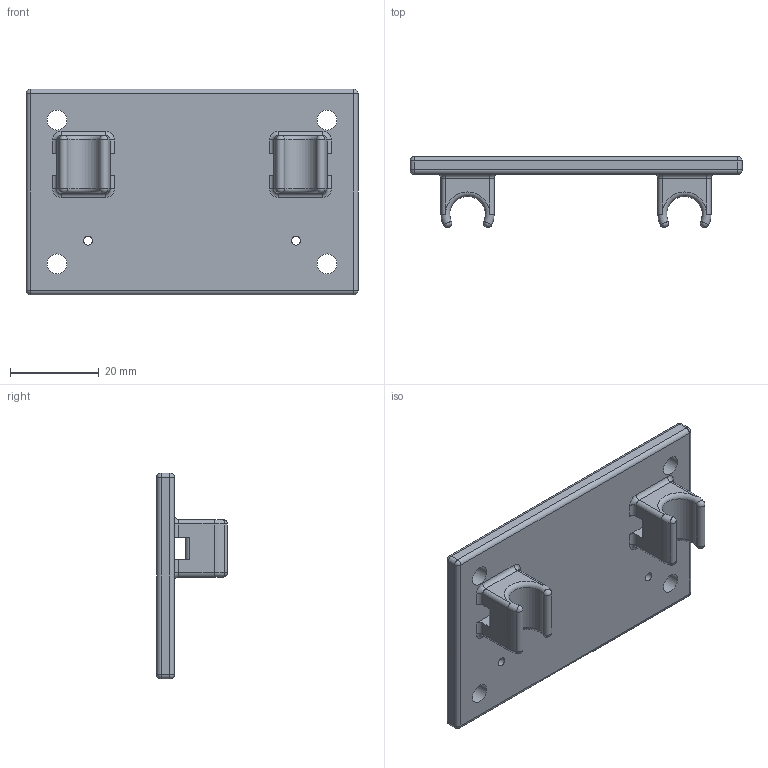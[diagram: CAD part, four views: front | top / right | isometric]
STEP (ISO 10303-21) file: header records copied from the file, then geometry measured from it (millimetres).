
FILE_DESCRIPTION(/* description */ (''),/* implementation_level */ '2;1');
FILE_NAME(/* name */ 'Voltage Reg Mount v9.step',/* time_stamp */ '2024-05-14T22:30:13+01:00',/* author */ (''),/* organization */ (''),/* preprocessor_version */ 'ST-DEVELOPER v20',/* originating_system */ 'Autodesk Translation Framework v12.20.1.177',/* authorisation */ '');
FILE_SCHEMA (('AUTOMOTIVE_DESIGN { 1 0 10303 214 3 1 1 }'));
Length unit declared in the file: millimetre
Products named in the file (1): Voltage Reg Mount
Bounding box: 75 x 16 x 46.5 mm (x, y, z)
Volume: 15663.7 mm3; surface area: 9350.7 mm2
Topology: 1 solids, 1 shells, 104 faces, 248 edges, 144 vertices
Faces by surface type: cylinder 54, plane 22, sphere 16, torus 12
Full cylindrical faces by diameter (mm): 2 x4, 4.5 x4
Entity records: 3048 total; most frequent: DIRECTION 590, CARTESIAN_POINT 493, ORIENTED_EDGE 488, EDGE_CURVE 244, AXIS2_PLACEMENT_3D 241, VERTEX_POINT 144, CIRCLE 136, EDGE_LOOP 122
